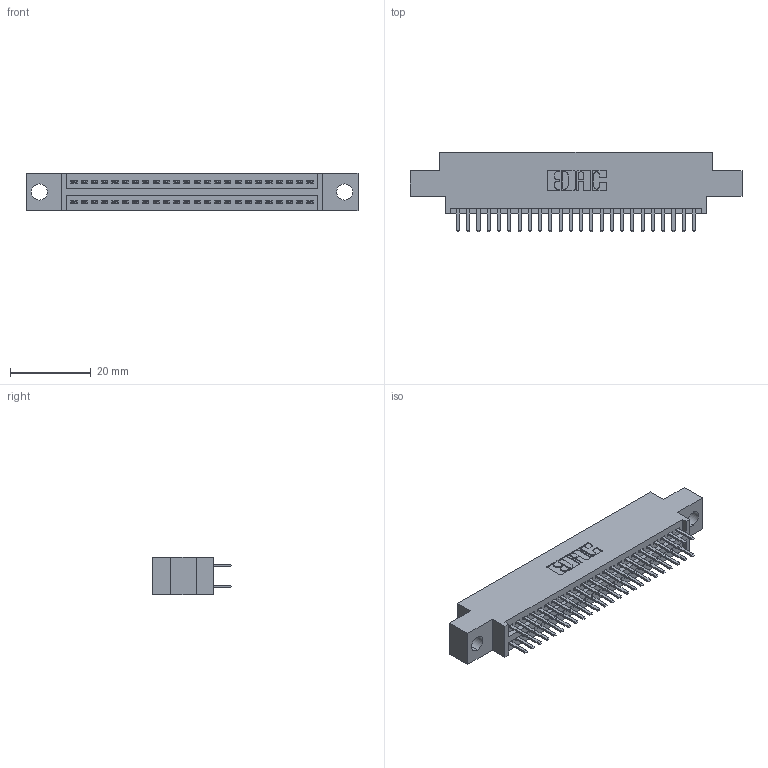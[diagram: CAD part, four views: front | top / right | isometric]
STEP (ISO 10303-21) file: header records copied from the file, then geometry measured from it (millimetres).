
FILE_DESCRIPTION (( 'STEP AP203' ), '1' );
FILE_NAME ('345-048-520-804.STEP', '2021-05-20T02:40:19', ( '' ), ( '' ), 'SwSTEP 2.0', 'SolidWorks 2020', '' );
FILE_SCHEMA (( 'CONFIG_CONTROL_DESIGN' ));
Length unit declared in the file: inch
Products named in the file (3): 345 Part_0.170 Offset - 0.156 Dia-TI; 345-292-001_345-293-120; 345-048-520-804
Assembly tree (49 placements, depth 2):
  345-048-520-804
    345 Part_0.170 Offset - 0.156 Dia-TI
    345-292-001_345-293-120  x48
Bounding box: 82.17 x 19.68 x 9.4 mm (x, y, z)
Volume: 7574.5 mm3; surface area: 10797.9 mm2
Topology: 49 solids, 49 shells, 2736 faces, 7925 edges, 5154 vertices
Faces by surface type: plane 1778, cylinder 958
Entity records: 21919 total; most frequent: CARTESIAN_POINT 3710, ORIENTED_EDGE 3630, DIRECTION 3279, EDGE_CURVE 1815, LINE 1583, VECTOR 1583, VERTEX_POINT 1206, AXIS2_PLACEMENT_3D 848
